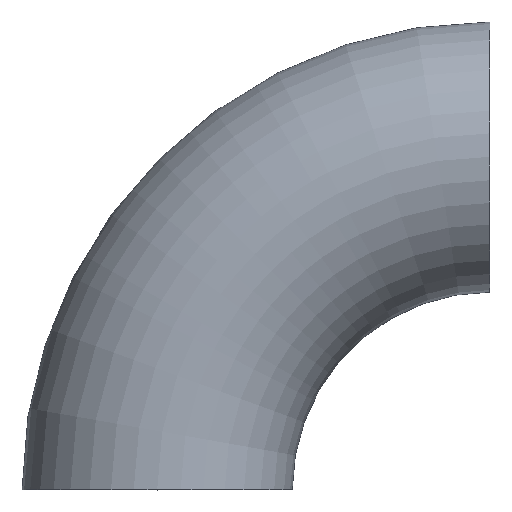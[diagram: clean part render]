
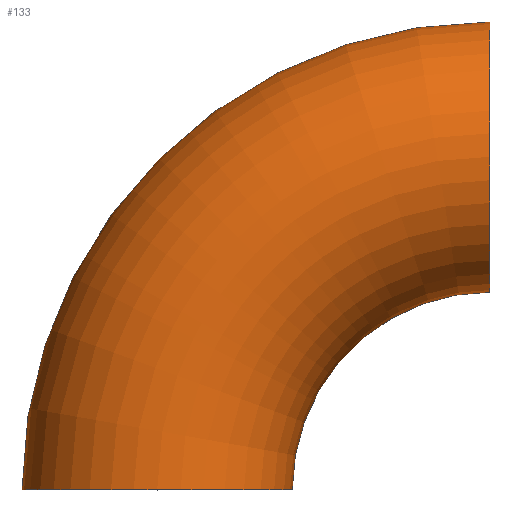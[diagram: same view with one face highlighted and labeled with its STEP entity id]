
A CAD part, top view. The second image highlights one B-rep face of the part: STEP entity #133.
In plain terms, the highlighted toroidal (fillet/blend) face has major radius 500 mm and minor radius 203 mm.
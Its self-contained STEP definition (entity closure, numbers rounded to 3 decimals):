
#5 = DIRECTION ( 'NONE',  ( 1., 0., 0. ) ) ;
#6 = CARTESIAN_POINT ( 'NONE',  ( 500., 703., 0. ) ) ;
#14 = EDGE_CURVE ( 'NONE', #169, #161, #245, .T. ) ;
#17 = ORIENTED_EDGE ( 'NONE', *, *, #90, .T. ) ;
#24 = CARTESIAN_POINT ( 'NONE',  ( 500., 0., 0. ) ) ;
#42 = DIRECTION ( 'NONE',  ( 1., 0., 0. ) ) ;
#45 = CARTESIAN_POINT ( 'NONE',  ( 203., 0., 0. ) ) ;
#60 = AXIS2_PLACEMENT_3D ( 'NONE', #24, #174, #144 ) ;
#65 = DIRECTION ( 'NONE',  ( 0., 0., 1. ) ) ;
#66 = DIRECTION ( 'NONE',  ( 0., 0., 1. ) ) ;
#83 = ORIENTED_EDGE ( 'NONE', *, *, #166, .F. ) ;
#88 = CIRCLE ( 'NONE', #194, 203. ) ;
#90 = EDGE_CURVE ( 'NONE', #132, #172, #88, .T. ) ;
#97 = EDGE_CURVE ( 'NONE', #169, #132, #188, .T. ) ;
#104 = CARTESIAN_POINT ( 'NONE',  ( 0., 0., 0. ) ) ;
#116 = AXIS2_PLACEMENT_3D ( 'NONE', #208, #42, #173 ) ;
#118 = ORIENTED_EDGE ( 'NONE', *, *, #97, .T. ) ;
#120 = CARTESIAN_POINT ( 'NONE',  ( 500., 297., 0. ) ) ;
#132 = VERTEX_POINT ( 'NONE', #197 ) ;
#133 = ADVANCED_FACE ( 'NONE', ( #234 ), #138, .T. ) ;
#138 = TOROIDAL_SURFACE ( 'NONE', #227, 500., 203. ) ;
#141 = EDGE_LOOP ( 'NONE', ( #250, #118, #17, #83 ) ) ;
#144 = DIRECTION ( 'NONE',  ( 1., 0., 0. ) ) ;
#145 = DIRECTION ( 'NONE',  ( 0., 0., 1. ) ) ;
#157 = DIRECTION ( 'NONE',  ( 1., 0., 0. ) ) ;
#161 = VERTEX_POINT ( 'NONE', #120 ) ;
#166 = EDGE_CURVE ( 'NONE', #161, #172, #214, .T. ) ;
#169 = VERTEX_POINT ( 'NONE', #6 ) ;
#172 = VERTEX_POINT ( 'NONE', #45 ) ;
#173 = DIRECTION ( 'NONE',  ( 0., 0., 1. ) ) ;
#174 = DIRECTION ( 'NONE',  ( 0., 0., 1. ) ) ;
#177 = CARTESIAN_POINT ( 'NONE',  ( 500., 0., 0. ) ) ;
#188 = CIRCLE ( 'NONE', #216, 703. ) ;
#194 = AXIS2_PLACEMENT_3D ( 'NONE', #104, #213, #65 ) ;
#197 = CARTESIAN_POINT ( 'NONE',  ( -203., 0., 0. ) ) ;
#208 = CARTESIAN_POINT ( 'NONE',  ( 500., 500., 0. ) ) ;
#213 = DIRECTION ( 'NONE',  ( 0., 1., 0. ) ) ;
#214 = CIRCLE ( 'NONE', #60, 297. ) ;
#216 = AXIS2_PLACEMENT_3D ( 'NONE', #177, #145, #157 ) ;
#218 = CARTESIAN_POINT ( 'NONE',  ( 500., 0., 0. ) ) ;
#227 = AXIS2_PLACEMENT_3D ( 'NONE', #218, #66, #5 ) ;
#234 = FACE_OUTER_BOUND ( 'NONE', #141, .T. ) ;
#245 = CIRCLE ( 'NONE', #116, 203. ) ;
#250 = ORIENTED_EDGE ( 'NONE', *, *, #14, .F. ) ;
